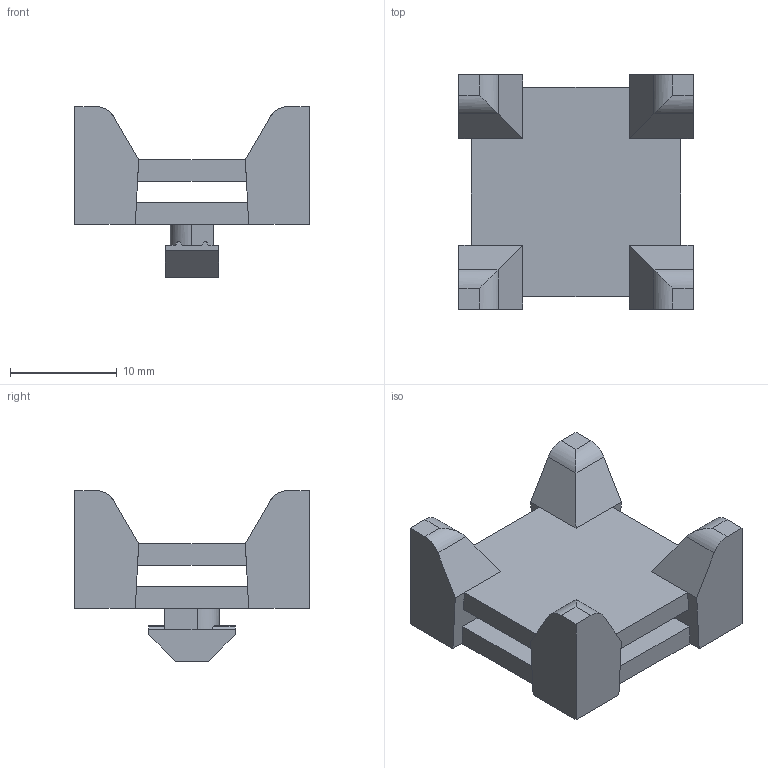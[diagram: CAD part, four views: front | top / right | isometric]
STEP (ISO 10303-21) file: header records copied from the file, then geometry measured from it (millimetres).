
FILE_DESCRIPTION(/* description */ (''),/* implementation_level */ '2;1');
FILE_NAME(/* name */ '13070_KriTec_Kreuzkabelbinderblock_5.stp',/* time_stamp */ '2015-03-30T13:45:08+02:00',/* author */ ('kostic'),/* organization */ (''),/* preprocessor_version */ 'ST-DEVELOPER v15.2',/* originating_system */ 'Autodesk Inventor 2014',/* authorisation */ '');
FILE_SCHEMA (('CONFIG_CONTROL_DESIGN'));
Length unit declared in the file: millimetre
Products named in the file (1): 13070_KriTec_Kreuzkabelbinderblock_5
Bounding box: 22 x 22 x 16 mm (x, y, z)
Volume: 2564.7 mm3; surface area: 2452 mm2
Topology: 1 solids, 1 shells, 77 faces, 228 edges, 148 vertices
Faces by surface type: plane 63, cylinder 14
Entity records: 2671 total; most frequent: CARTESIAN_POINT 480, ORIENTED_EDGE 456, DIRECTION 410, EDGE_CURVE 228, LINE 198, VECTOR 198, VERTEX_POINT 148, AXIS2_PLACEMENT_3D 106
